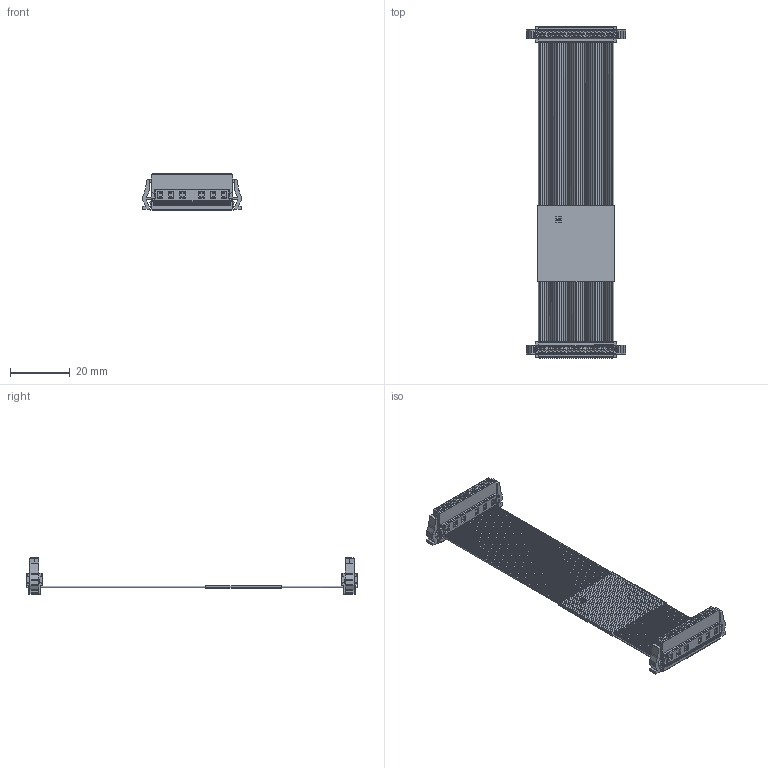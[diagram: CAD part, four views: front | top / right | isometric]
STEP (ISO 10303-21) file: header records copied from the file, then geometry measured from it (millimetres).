
FILE_DESCRIPTION(('CATIA V5 STEP Exchange','CAx-IF Rec.Pracs.--- Model Styling and Organization---1.4--- 2014-01-23'),'2;1');
FILE_NAME ('D1503107_1_2827180000_2827180000.stp','2022-04-29T11:13:29+00:00',('none'),('Weidmueller'),'CATIA Version 5-6 Release 2016 SP3 HF44','CATIA V5 STEP AP214','none');
FILE_SCHEMA(('AUTOMOTIVE_DESIGN { 1 0 10303 214 1 1 1 1 }'));
Products named in the file (1): 2827180000
Bounding box: 33.18 x 111.2 x 12.2 mm (x, y, z)
Volume: 3645.2 mm3; surface area: 22131.6 mm2
Topology: 45 solids, 45 shells, 5332 faces, 14828 edges, 9956 vertices
Faces by surface type: plane 4092, cylinder 1054, extrusion 130, cone 56
Entity records: 178164 total; most frequent: CARTESIAN_POINT 43448, ORIENTED_EDGE 29656, DIRECTION 23681, EDGE_CURVE 14828, VECTOR 12220, LINE 12090, VERTEX_POINT 9956, AXIS2_PLACEMENT_3D 6260
